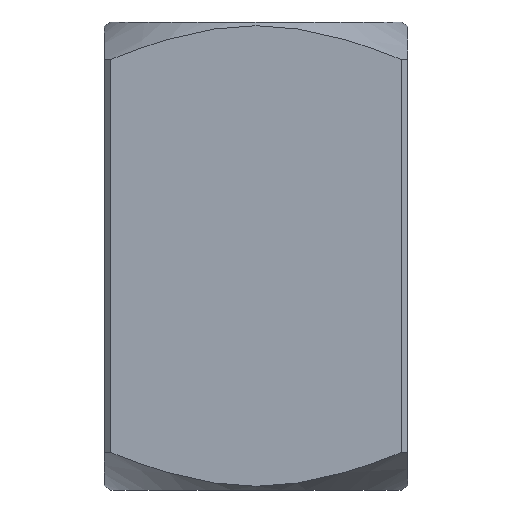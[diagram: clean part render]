
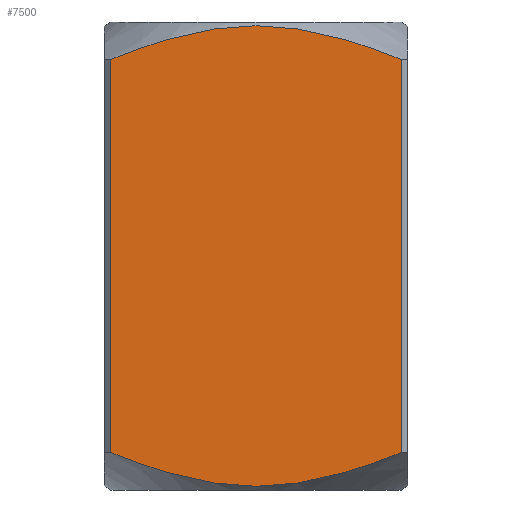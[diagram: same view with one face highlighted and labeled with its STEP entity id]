
A CAD part, front view. The second image highlights one B-rep face of the part: STEP entity #7500.
In plain terms, the highlighted planar face has unit normal (0, -1, 0).
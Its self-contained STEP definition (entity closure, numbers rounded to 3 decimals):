
#76=(
BOUNDED_CURVE()
B_SPLINE_CURVE(2,(#11164,#11165,#11166),.UNSPECIFIED.,.F.,.F.)
B_SPLINE_CURVE_WITH_KNOTS((3,3),(6.004,10.308),
 .UNSPECIFIED.)
CURVE()
GEOMETRIC_REPRESENTATION_ITEM()
RATIONAL_B_SPLINE_CURVE((1.457,1.457,1.222))
REPRESENTATION_ITEM('')
);
#77=(
BOUNDED_CURVE()
B_SPLINE_CURVE(2,(#11173,#11174,#11175),.UNSPECIFIED.,.F.,.F.)
B_SPLINE_CURVE_WITH_KNOTS((3,3),(1.701,6.004),
 .UNSPECIFIED.)
CURVE()
GEOMETRIC_REPRESENTATION_ITEM()
RATIONAL_B_SPLINE_CURVE((1.222,1.457,1.457))
REPRESENTATION_ITEM('')
);
#88=(
BOUNDED_CURVE()
B_SPLINE_CURVE(2,(#11222,#11223,#11224),.UNSPECIFIED.,.F.,.F.)
B_SPLINE_CURVE_WITH_KNOTS((3,3),(6.004,10.308),
 .UNSPECIFIED.)
CURVE()
GEOMETRIC_REPRESENTATION_ITEM()
RATIONAL_B_SPLINE_CURVE((1.457,1.457,1.222))
REPRESENTATION_ITEM('')
);
#89=(
BOUNDED_CURVE()
B_SPLINE_CURVE(2,(#11230,#11231,#11232),.UNSPECIFIED.,.F.,.F.)
B_SPLINE_CURVE_WITH_KNOTS((3,3),(1.701,6.004),
 .UNSPECIFIED.)
CURVE()
GEOMETRIC_REPRESENTATION_ITEM()
RATIONAL_B_SPLINE_CURVE((1.222,1.457,1.457))
REPRESENTATION_ITEM('')
);
#921=LINE('',#11151,#1458);
#924=LINE('',#11197,#1461);
#1458=VECTOR('',#8862,10.);
#1461=VECTOR('',#8875,10.);
#2003=FACE_OUTER_BOUND('',#2401,.T.);
#2401=EDGE_LOOP('',(#5312,#5313,#5314,#5315,#5316,#5317));
#3216=VERTEX_POINT('',#11140);
#3219=VERTEX_POINT('',#11147);
#3222=VERTEX_POINT('',#11163);
#3225=VERTEX_POINT('',#11172);
#3230=VERTEX_POINT('',#11196);
#3235=VERTEX_POINT('',#11221);
#3988=EDGE_CURVE('',#3219,#3216,#921,.T.);
#3992=EDGE_CURVE('',#3222,#3216,#76,.T.);
#3996=EDGE_CURVE('',#3225,#3222,#77,.T.);
#4002=EDGE_CURVE('',#3225,#3230,#924,.T.);
#4010=EDGE_CURVE('',#3235,#3230,#88,.T.);
#4014=EDGE_CURVE('',#3219,#3235,#89,.T.);
#5312=ORIENTED_EDGE('',*,*,#3988,.F.);
#5313=ORIENTED_EDGE('',*,*,#4014,.T.);
#5314=ORIENTED_EDGE('',*,*,#4010,.T.);
#5315=ORIENTED_EDGE('',*,*,#4002,.F.);
#5316=ORIENTED_EDGE('',*,*,#3996,.T.);
#5317=ORIENTED_EDGE('',*,*,#3992,.T.);
#7289=PLANE('',#7980);
#7500=ADVANCED_FACE('',(#2003),#7289,.T.);
#7980=AXIS2_PLACEMENT_3D('',#11316,#8949,#8950);
#8862=DIRECTION('',(0.,0.,-1.));
#8875=DIRECTION('',(0.,0.,1.));
#8949=DIRECTION('center_axis',(0.,-1.,0.));
#8950=DIRECTION('ref_axis',(0.,0.,-1.));
#11140=CARTESIAN_POINT('',(33.5,-35.,-45.37));
#11147=CARTESIAN_POINT('',(33.5,-35.,45.37));
#11151=CARTESIAN_POINT('',(33.5,-35.,0.));
#11163=CARTESIAN_POINT('',(0.,-35.,-53.134));
#11164=CARTESIAN_POINT('Ctrl Pts',(0.,-35.,-53.134));
#11165=CARTESIAN_POINT('Ctrl Pts',(14.051,-35.,-53.134));
#11166=CARTESIAN_POINT('Ctrl Pts',(33.5,-35.,-45.37));
#11172=CARTESIAN_POINT('',(-33.5,-35.,-45.37));
#11173=CARTESIAN_POINT('Ctrl Pts',(-33.5,-35.,-45.37));
#11174=CARTESIAN_POINT('Ctrl Pts',(-14.051,-35.,-53.134));
#11175=CARTESIAN_POINT('Ctrl Pts',(0.,-35.,-53.134));
#11196=CARTESIAN_POINT('',(-33.5,-35.,45.37));
#11197=CARTESIAN_POINT('',(-33.5,-35.,0.));
#11221=CARTESIAN_POINT('',(0.,-35.,53.134));
#11222=CARTESIAN_POINT('Ctrl Pts',(0.,-35.,53.134));
#11223=CARTESIAN_POINT('Ctrl Pts',(-14.051,-35.,53.134));
#11224=CARTESIAN_POINT('Ctrl Pts',(-33.5,-35.,45.37));
#11230=CARTESIAN_POINT('Ctrl Pts',(33.5,-35.,45.37));
#11231=CARTESIAN_POINT('Ctrl Pts',(14.051,-35.,53.134));
#11232=CARTESIAN_POINT('Ctrl Pts',(0.,-35.,53.134));
#11316=CARTESIAN_POINT('Origin',(35.,-35.,0.));
